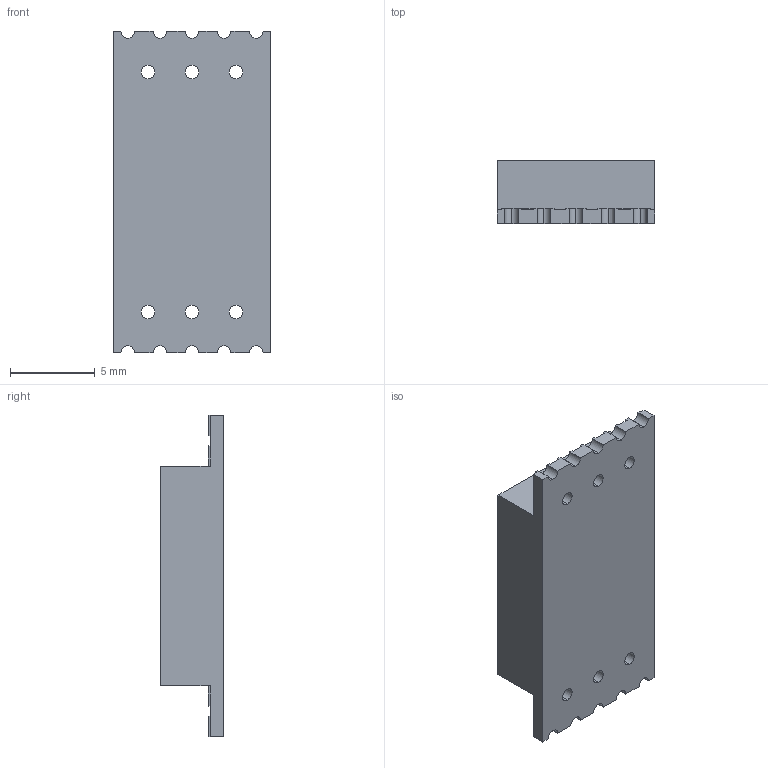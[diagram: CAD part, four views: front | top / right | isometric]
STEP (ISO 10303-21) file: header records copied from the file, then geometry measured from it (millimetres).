
FILE_DESCRIPTION (( 'STEP AP214' ), '1' );
FILE_NAME ('KCPSC04-105.STEP', '2021-03-15T16:33:43', ( '' ), ( '' ), 'SwSTEP 2.0', 'SolidWorks 2020', '' );
FILE_SCHEMA (( 'AUTOMOTIVE_DESIGN' ));
Length unit declared in the file: millimetre
Products named in the file (1): KCPSC04-105
Bounding box: 9.3 x 3.75 x 19 mm (x, y, z)
Volume: 495.3 mm3; surface area: 685.6 mm2
Topology: 16 solids, 16 shells, 316 faces, 807 edges, 538 vertices
Faces by surface type: plane 285, cylinder 31
Entity records: 11817 total; most frequent: CARTESIAN_POINT 1662, ORIENTED_EDGE 1614, DIRECTION 1503, EDGE_CURVE 807, LINE 745, VECTOR 745, VERTEX_POINT 538, AXIS2_PLACEMENT_3D 379
